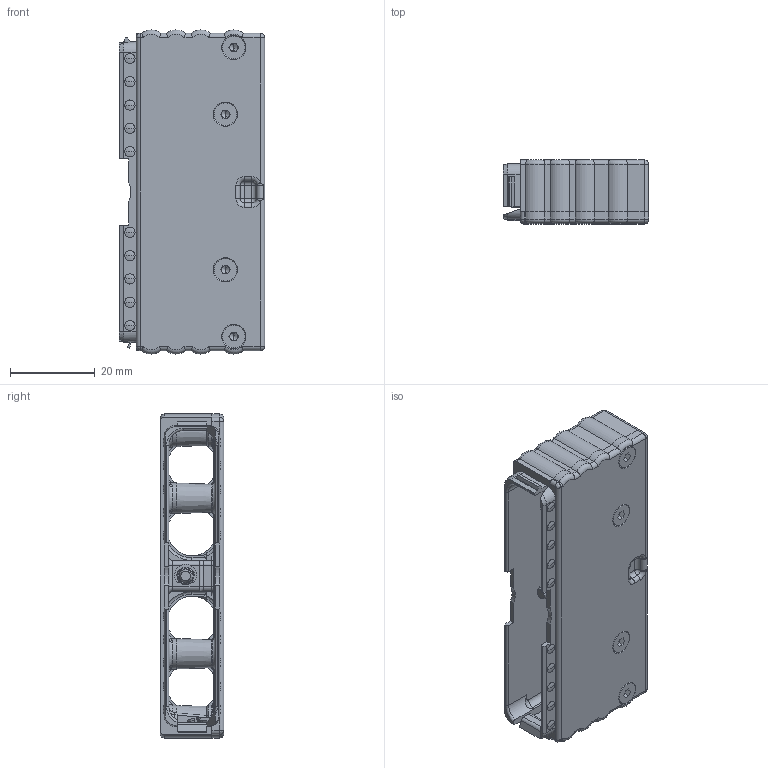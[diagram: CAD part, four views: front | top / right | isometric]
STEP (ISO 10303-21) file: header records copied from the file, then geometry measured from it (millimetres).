
FILE_DESCRIPTION((''),'2;1');
FILE_NAME('33516064020','2019-11-05T',('presta_be4'),(''),'CREO PARAMETRIC BY PTC INC, 2018360','CREO PARAMETRIC BY PTC INC, 2018360','');
FILE_SCHEMA(('CONFIG_CONTROL_DESIGN'));
Length unit declared in the file: millimetre
Products named in the file (1): 33516064020
Bounding box: 34.3 x 15.01 x 76.5 mm (x, y, z)
Volume: 13472.1 mm3; surface area: 16793.9 mm2
Topology: 1 solids, 1 shells, 1589 faces, 4219 edges, 2630 vertices
Faces by surface type: plane 768, cylinder 430, cone 131, torus 113, bspline 92, sphere 55
Entity records: 126696 total; most frequent: CARTESIAN_POINT 88430, ORIENTED_EDGE 8336, DIRECTION 7519, EDGE_CURVE 4168, VERTEX_POINT 2630, AXIS2_PLACEMENT_3D 2614, VECTOR 2291, LINE 2291
